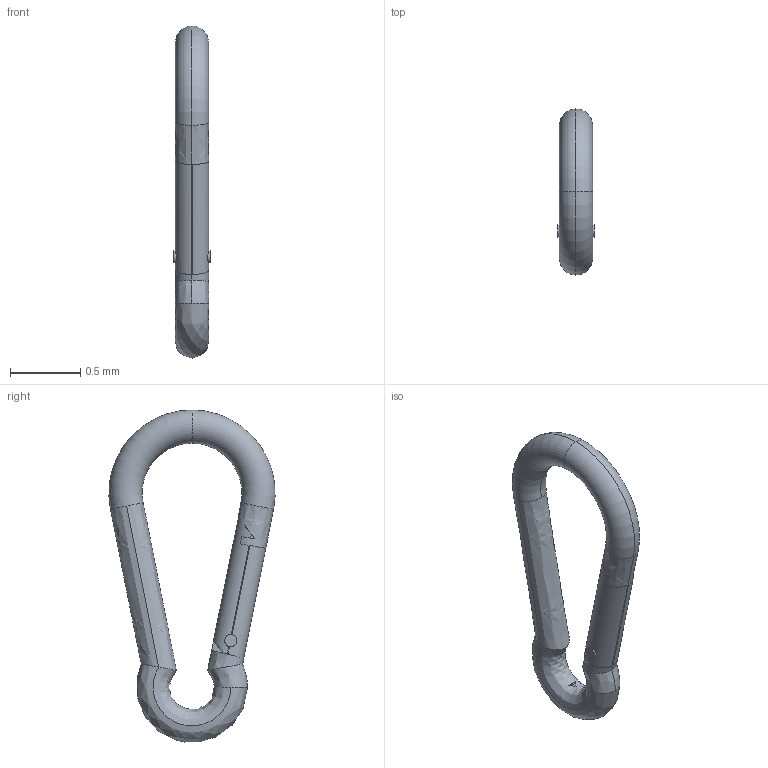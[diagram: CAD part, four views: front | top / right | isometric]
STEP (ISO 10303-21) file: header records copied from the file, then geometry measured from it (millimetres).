
FILE_DESCRIPTION((''),'2;1');
FILE_NAME('15AC8758.stp','2015-07-20T11:02:24',(''),(''),'Mechanical Desktop 2011','Mechanical Desktop 2011',', , ');
FILE_SCHEMA(('CONFIG_CONTROL_DESIGN'));
Length unit declared in the file: millimetre
Products named in the file (1): Product
Bounding box: 0.26 x 1.18 x 2.36 mm (x, y, z)
Volume: 0.2 mm3; surface area: 3.9 mm2
Topology: 1 solids, 1 shells, 65 faces, 163 edges, 99 vertices
Faces by surface type: plane 43, bspline 10, cylinder 8, torus 4
Entity records: 2599 total; most frequent: CARTESIAN_POINT 1155, ORIENTED_EDGE 326, DIRECTION 224, EDGE_CURVE 163, VERTEX_POINT 99, AXIS2_PLACEMENT_3D 80, EDGE_LOOP 66, FACE_OUTER_BOUND 65
